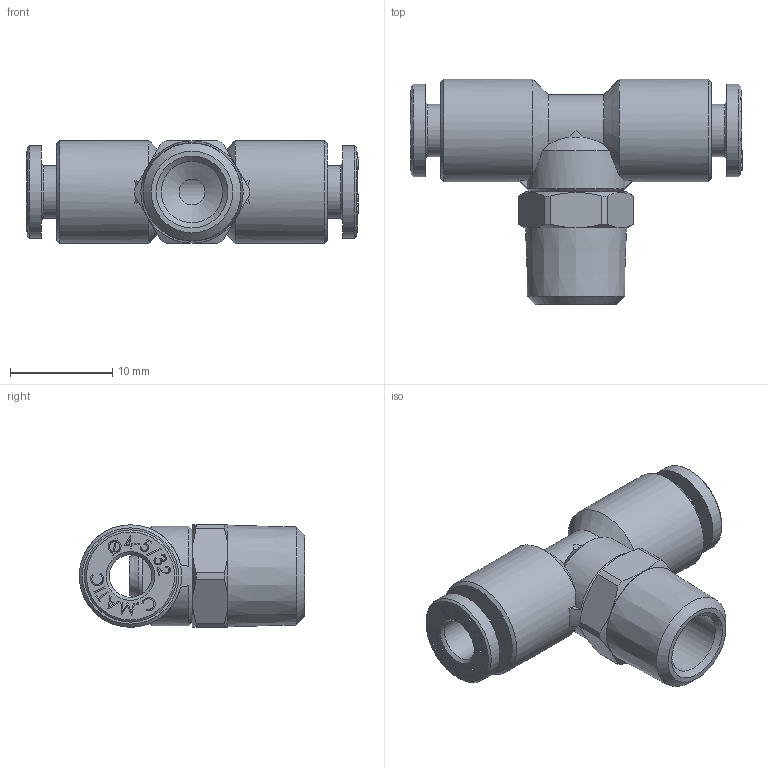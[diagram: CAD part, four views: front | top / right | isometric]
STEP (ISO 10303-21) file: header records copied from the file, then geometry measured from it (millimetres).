
FILE_DESCRIPTION( ( 'STEP AP214' ), '1' );
FILE_NAME( 'psolqas_17320_36.stp', '2021-03-04T17:04:23', ( 'License CC BY-ND 4.0' ), ( 'CADENAS' ), ' ', 'PARTsolutions', ' ' );
FILE_SCHEMA( ( 'AUTOMOTIVE_DESIGN { 1 0 10303 214 1 1 1 1 }' ) );
Length unit declared in the file: metre
Products named in the file (1): NONE
Bounding box: 32.4 x 22 x 10 mm (x, y, z)
Volume: 2385.8 mm3; surface area: 2330.2 mm2
Topology: 1 solids, 1 shells, 409 faces, 1076 edges, 712 vertices
Faces by surface type: plane 237, bspline 124, cone 25, cylinder 23
Full cylindrical faces by diameter (mm): 2.5 x1, 4.15 x1, 4.4 x1, 5.1 x2, 6 x1, 9 x2, 10 x2
Entity records: 22322 total; most frequent: CARTESIAN_POINT 9968, ORIENTED_EDGE 2088, DIRECTION 1390, EDGE_CURVE 1044, VERTEX_POINT 706, LINE 678, VECTOR 678, EDGE_LOOP 482
